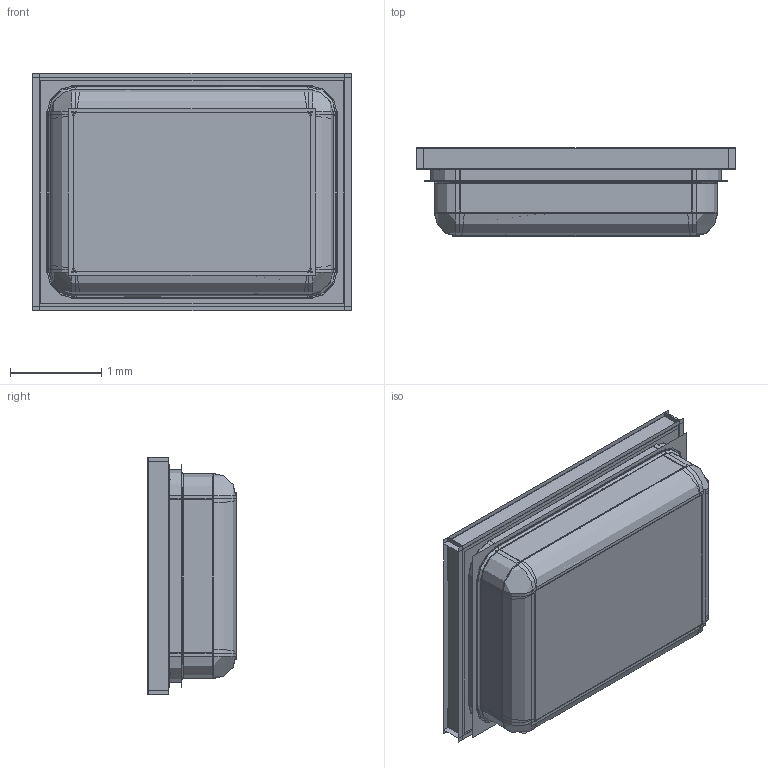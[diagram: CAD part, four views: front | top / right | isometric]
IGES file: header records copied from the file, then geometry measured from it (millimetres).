
Start section:  PTC IGES file: mqm-32325-000_sw_asm.igs
Global section: file name: mqm-32325-000_sw_asm.igs; native system: Creo Parametric by Parametric Technology Corporation; preprocessor: 2012480; author: JaLiu; organization: Unknown; date: 20141125.093645; units: inch
Bounding box: 3.48 x 0.96 x 2.6 mm (x, y, z)
Surface area: 121.6 mm2 (no closed solid volume)
Topology: 0 solids, 0 shells, 218 faces, 2910 edges, 3812 vertices
Faces by surface type: revolution 116, bspline 102
